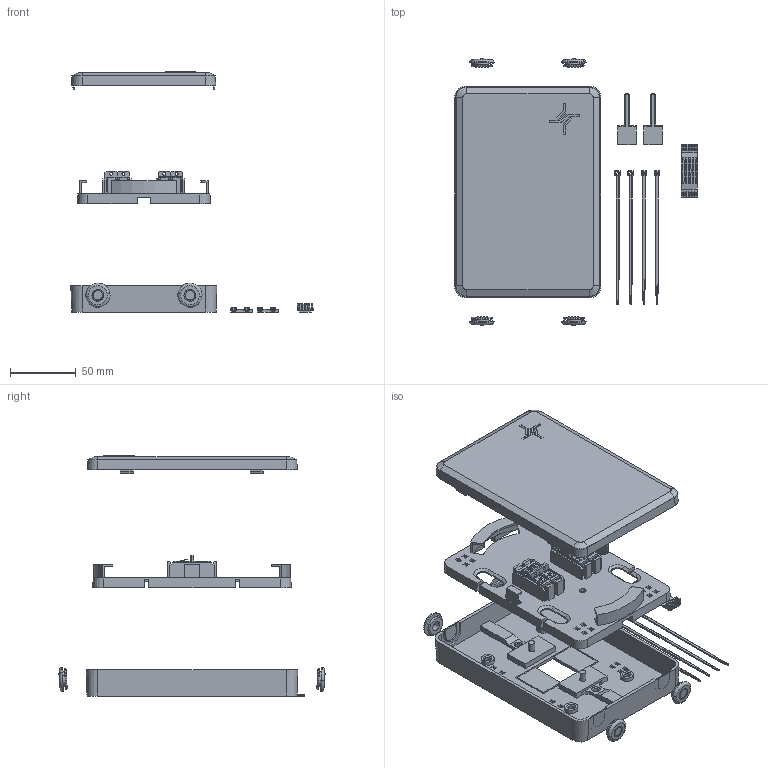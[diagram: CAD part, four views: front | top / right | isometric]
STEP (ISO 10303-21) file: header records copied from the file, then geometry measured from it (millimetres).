
FILE_DESCRIPTION (( 'STEP AP214' ), '1' );
FILE_NAME ('H02050A0109H1.STEP', '2018-08-09T07:44:58', ( '' ), ( '' ), 'SwSTEP 2.0', 'SolidWorks 2018', '' );
FILE_SCHEMA (( 'AUTOMOTIVE_DESIGN' ));
Length unit declared in the file: millimetre
Products named in the file (1): H02050A0109H1
Bounding box: 184.76 x 202.8 x 183 mm (x, y, z)
Volume: 177946.1 mm3; surface area: 177923.7 mm2
Topology: 47 solids, 47 shells, 3255 faces, 8741 edges, 5718 vertices
Faces by surface type: plane 2540, cylinder 492, cone 147, bspline 40, torus 36
Entity records: 139460 total; most frequent: CARTESIAN_POINT 20638, ORIENTED_EDGE 17474, DIRECTION 16270, EDGE_CURVE 8737, VECTOR 7394, LINE 7394, VERTEX_POINT 5718, AXIS2_PLACEMENT_3D 4438
